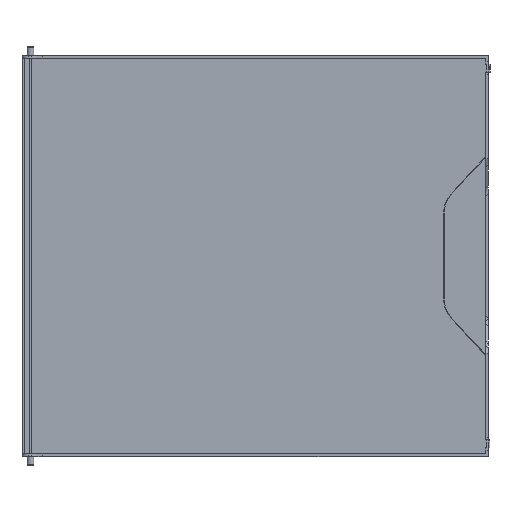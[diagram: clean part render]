
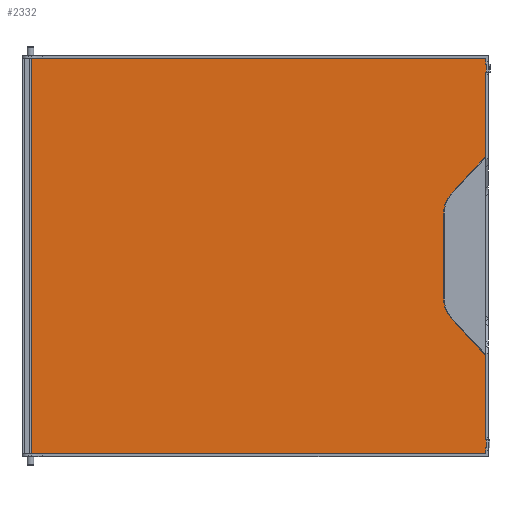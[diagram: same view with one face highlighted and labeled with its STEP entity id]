
A CAD part, top view. The second image highlights one B-rep face of the part: STEP entity #2332.
In plain terms, the highlighted planar face has unit normal (0, 0, 1).
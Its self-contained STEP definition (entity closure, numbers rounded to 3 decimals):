
#128=CIRCLE('',#2488,36.268);
#133=CIRCLE('',#2502,20.);
#226=FACE_OUTER_BOUND('',#362,.T.);
#362=EDGE_LOOP('',(#1767,#1768,#1769,#1770,#1771,#1772,#1773,#1774,#1775,
#1776,#1777,#1778,#1779,#1780,#1781,#1782,#1783,#1784,#1785,#1786,#1787,
#1788));
#454=LINE('',#3270,#695);
#460=LINE('',#3282,#701);
#461=LINE('',#3285,#702);
#470=LINE('',#3305,#711);
#493=LINE('',#3356,#734);
#494=LINE('',#3359,#735);
#510=LINE('',#3391,#751);
#513=LINE('',#3395,#754);
#514=LINE('',#3399,#755);
#519=LINE('',#3407,#760);
#525=LINE('',#3420,#766);
#530=LINE('',#3429,#771);
#555=LINE('',#3497,#796);
#561=LINE('',#3510,#802);
#565=LINE('',#3531,#806);
#582=LINE('',#3813,#823);
#583=LINE('',#3816,#824);
#584=LINE('',#3818,#825);
#585=LINE('',#3820,#826);
#586=LINE('',#3821,#827);
#695=VECTOR('',#2636,10.);
#701=VECTOR('',#2644,10.);
#702=VECTOR('',#2647,10.);
#711=VECTOR('',#2662,10.);
#734=VECTOR('',#2709,10.);
#735=VECTOR('',#2712,10.);
#751=VECTOR('',#2738,10.);
#754=VECTOR('',#2743,10.);
#755=VECTOR('',#2746,10.);
#760=VECTOR('',#2753,10.);
#766=VECTOR('',#2765,10.);
#771=VECTOR('',#2772,10.);
#796=VECTOR('',#2825,10.);
#802=VECTOR('',#2837,10.);
#806=VECTOR('',#2843,10.);
#823=VECTOR('',#2904,10.);
#824=VECTOR('',#2907,10.);
#825=VECTOR('',#2908,10.);
#826=VECTOR('',#2909,10.);
#827=VECTOR('',#2910,10.);
#935=VERTEX_POINT('',#3266);
#937=VERTEX_POINT('',#3269);
#940=VERTEX_POINT('',#3276);
#942=VERTEX_POINT('',#3280);
#943=VERTEX_POINT('',#3284);
#951=VERTEX_POINT('',#3304);
#967=VERTEX_POINT('',#3352);
#968=VERTEX_POINT('',#3358);
#976=VERTEX_POINT('',#3379);
#979=VERTEX_POINT('',#3390);
#980=VERTEX_POINT('',#3397);
#981=VERTEX_POINT('',#3398);
#987=VERTEX_POINT('',#3419);
#990=VERTEX_POINT('',#3427);
#1019=VERTEX_POINT('',#3495);
#1023=VERTEX_POINT('',#3509);
#1026=VERTEX_POINT('',#3529);
#1027=VERTEX_POINT('',#3530);
#1051=VERTEX_POINT('',#3781);
#1054=VERTEX_POINT('',#3815);
#1055=VERTEX_POINT('',#3817);
#1056=VERTEX_POINT('',#3819);
#1155=EDGE_CURVE('',#937,#935,#454,.T.);
#1161=EDGE_CURVE('',#940,#942,#460,.T.);
#1162=EDGE_CURVE('',#943,#935,#461,.T.);
#1172=EDGE_CURVE('',#940,#951,#470,.T.);
#1198=EDGE_CURVE('',#943,#967,#493,.T.);
#1199=EDGE_CURVE('',#968,#951,#494,.T.);
#1215=EDGE_CURVE('',#937,#979,#510,.T.);
#1218=EDGE_CURVE('',#976,#979,#513,.T.);
#1219=EDGE_CURVE('',#980,#981,#514,.T.);
#1224=EDGE_CURVE('',#980,#942,#519,.T.);
#1230=EDGE_CURVE('',#987,#976,#525,.T.);
#1235=EDGE_CURVE('',#967,#990,#530,.T.);
#1269=EDGE_CURVE('',#981,#1019,#555,.T.);
#1275=EDGE_CURVE('',#1019,#1023,#561,.T.);
#1280=EDGE_CURVE('',#1026,#1027,#565,.T.);
#1288=EDGE_CURVE('',#1026,#1023,#128,.T.);
#1316=EDGE_CURVE('',#1027,#1051,#133,.T.);
#1322=EDGE_CURVE('',#987,#1051,#582,.T.);
#1323=EDGE_CURVE('',#990,#1054,#583,.T.);
#1324=EDGE_CURVE('',#1054,#1055,#584,.T.);
#1325=EDGE_CURVE('',#1055,#1056,#585,.T.);
#1326=EDGE_CURVE('',#1056,#968,#586,.T.);
#1767=ORIENTED_EDGE('',*,*,#1280,.T.);
#1768=ORIENTED_EDGE('',*,*,#1316,.T.);
#1769=ORIENTED_EDGE('',*,*,#1322,.F.);
#1770=ORIENTED_EDGE('',*,*,#1230,.T.);
#1771=ORIENTED_EDGE('',*,*,#1218,.T.);
#1772=ORIENTED_EDGE('',*,*,#1215,.F.);
#1773=ORIENTED_EDGE('',*,*,#1155,.T.);
#1774=ORIENTED_EDGE('',*,*,#1162,.F.);
#1775=ORIENTED_EDGE('',*,*,#1198,.T.);
#1776=ORIENTED_EDGE('',*,*,#1235,.T.);
#1777=ORIENTED_EDGE('',*,*,#1323,.T.);
#1778=ORIENTED_EDGE('',*,*,#1324,.T.);
#1779=ORIENTED_EDGE('',*,*,#1325,.T.);
#1780=ORIENTED_EDGE('',*,*,#1326,.T.);
#1781=ORIENTED_EDGE('',*,*,#1199,.T.);
#1782=ORIENTED_EDGE('',*,*,#1172,.F.);
#1783=ORIENTED_EDGE('',*,*,#1161,.T.);
#1784=ORIENTED_EDGE('',*,*,#1224,.F.);
#1785=ORIENTED_EDGE('',*,*,#1219,.T.);
#1786=ORIENTED_EDGE('',*,*,#1269,.T.);
#1787=ORIENTED_EDGE('',*,*,#1275,.T.);
#1788=ORIENTED_EDGE('',*,*,#1288,.F.);
#2238=PLANE('',#2507);
#2332=ADVANCED_FACE('',(#226),#2238,.T.);
#2488=AXIS2_PLACEMENT_3D('',#3617,#2852,#2853);
#2502=AXIS2_PLACEMENT_3D('',#3783,#2892,#2893);
#2507=AXIS2_PLACEMENT_3D('',#3814,#2905,#2906);
#2636=DIRECTION('',(0.,1.,0.));
#2644=DIRECTION('',(0.,1.,0.));
#2647=DIRECTION('',(1.,0.,0.));
#2662=DIRECTION('',(-1.,0.,0.));
#2709=DIRECTION('',(0.,1.,0.));
#2712=DIRECTION('',(0.,1.,0.));
#2738=DIRECTION('',(-1.,0.,0.));
#2743=DIRECTION('',(0.,1.,0.));
#2746=DIRECTION('',(0.,1.,0.));
#2753=DIRECTION('',(1.,0.,0.));
#2765=DIRECTION('',(0.,1.,0.));
#2772=DIRECTION('',(0.,1.,0.));
#2825=DIRECTION('',(0.,1.,0.));
#2837=DIRECTION('',(-0.684,0.73,0.));
#2843=DIRECTION('',(0.,1.,0.));
#2852=DIRECTION('center_axis',(0.,0.,1.));
#2853=DIRECTION('ref_axis',(-0.997,-0.073,0.));
#2892=DIRECTION('center_axis',(0.,0.,-1.));
#2893=DIRECTION('ref_axis',(-1.,0.,0.));
#2904=DIRECTION('',(-0.684,-0.73,0.));
#2905=DIRECTION('center_axis',(0.,0.,1.));
#2906=DIRECTION('ref_axis',(1.,0.,0.));
#2907=DIRECTION('',(-1.,0.,0.));
#2908=DIRECTION('',(0.,-1.,0.));
#2909=DIRECTION('',(1.,0.,0.));
#2910=DIRECTION('',(0.,1.,0.));
#3266=CARTESIAN_POINT('',(180.5,149.5,3.));
#3269=CARTESIAN_POINT('',(180.5,143.5,3.));
#3270=CARTESIAN_POINT('',(180.5,77.25,3.));
#3276=CARTESIAN_POINT('',(180.5,-149.5,3.));
#3280=CARTESIAN_POINT('',(180.5,-143.5,3.));
#3282=CARTESIAN_POINT('',(180.5,77.25,3.));
#3284=CARTESIAN_POINT('',(180.,149.5,3.));
#3285=CARTESIAN_POINT('',(181.,149.5,3.));
#3304=CARTESIAN_POINT('',(180.,-149.5,3.));
#3305=CARTESIAN_POINT('',(181.,-149.5,3.));
#3352=CARTESIAN_POINT('',(180.,151.5,3.));
#3356=CARTESIAN_POINT('',(180.,77.25,3.));
#3358=CARTESIAN_POINT('',(180.,-151.5,3.));
#3359=CARTESIAN_POINT('',(180.,77.25,3.));
#3379=CARTESIAN_POINT('',(180.,141.5,3.));
#3390=CARTESIAN_POINT('',(180.,143.5,3.));
#3391=CARTESIAN_POINT('',(181.,143.5,3.));
#3395=CARTESIAN_POINT('',(180.,77.25,3.));
#3397=CARTESIAN_POINT('',(180.,-143.5,3.));
#3398=CARTESIAN_POINT('',(180.,-141.5,3.));
#3399=CARTESIAN_POINT('',(180.,77.25,3.));
#3407=CARTESIAN_POINT('',(181.,-143.5,3.));
#3419=CARTESIAN_POINT('',(180.,70.367,3.));
#3420=CARTESIAN_POINT('',(180.,77.25,3.));
#3427=CARTESIAN_POINT('',(180.,154.5,3.));
#3429=CARTESIAN_POINT('',(180.,77.25,3.));
#3495=CARTESIAN_POINT('',(180.,-70.367,3.));
#3497=CARTESIAN_POINT('',(180.,77.25,3.));
#3509=CARTESIAN_POINT('',(153.681,-42.293,3.));
#3510=CARTESIAN_POINT('',(109.05,5.314,3.));
#3529=CARTESIAN_POINT('',(152.,-38.042,3.));
#3530=CARTESIAN_POINT('',(152.,32.591,3.));
#3531=CARTESIAN_POINT('',(152.,16.296,3.));
#3617=CARTESIAN_POINT('Origin',(186.5,-26.857,3.));
#3781=CARTESIAN_POINT('',(157.409,46.27,3.));
#3783=CARTESIAN_POINT('Origin',(172.,32.591,3.));
#3813=CARTESIAN_POINT('',(91.018,-24.548,3.));
#3814=CARTESIAN_POINT('Origin',(0.,0.,3.));
#3815=CARTESIAN_POINT('',(-174.7,154.5,3.));
#3816=CARTESIAN_POINT('',(-90.,154.5,3.));
#3817=CARTESIAN_POINT('',(-174.7,-154.5,3.));
#3818=CARTESIAN_POINT('',(-174.7,-77.25,3.));
#3819=CARTESIAN_POINT('',(180.,-154.5,3.));
#3820=CARTESIAN_POINT('',(90.,-154.5,3.));
#3821=CARTESIAN_POINT('',(180.,77.25,3.));
